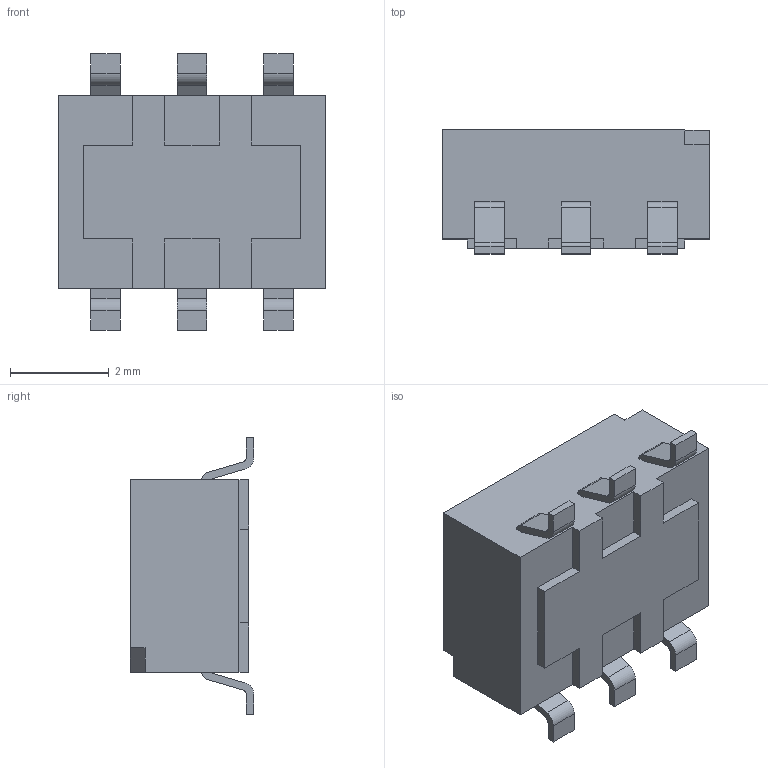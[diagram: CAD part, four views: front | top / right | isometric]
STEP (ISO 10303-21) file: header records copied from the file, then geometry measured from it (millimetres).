
FILE_DESCRIPTION(/* description */ ('STEP AP214'),/* implementation_level */ '2;1');
FILE_NAME(/* name */ 'CAS-220TB1',/* time_stamp */ '2022-11-08T11:38:06+01:00',/* author */ ('License CC BY-ND 4.0'),/* organization */ ('CADENAS'),/* preprocessor_version */ 'ST-DEVELOPER v18.102',/* originating_system */ 'PARTsolutions',/* authorisation */ ' ');
FILE_SCHEMA (('AUTOMOTIVE_DESIGN {1 0 10303 214 3 1 1}'));
Length unit declared in the file: millimetre
Products named in the file (3): CAS-220TB1; 2 pole_s; CAS_c_22B
Assembly tree (2 placements, depth 2):
  CAS-220TB1
    2 pole_s
    CAS_c_22B
Bounding box: 5.4 x 2.5 x 5.6 mm (x, y, z)
Volume: 48.1 mm3; surface area: 106.7 mm2
Topology: 2 solids, 2 shells, 115 faces, 305 edges, 202 vertices
Faces by surface type: plane 88, cylinder 27
Full cylindrical faces by diameter (mm): 0.5 x1
Entity records: 4315 total; most frequent: CARTESIAN_POINT 624, ORIENTED_EDGE 608, DIRECTION 594, EDGE_CURVE 304, LINE 250, VECTOR 250, VERTEX_POINT 202, AXIS2_PLACEMENT_3D 172
